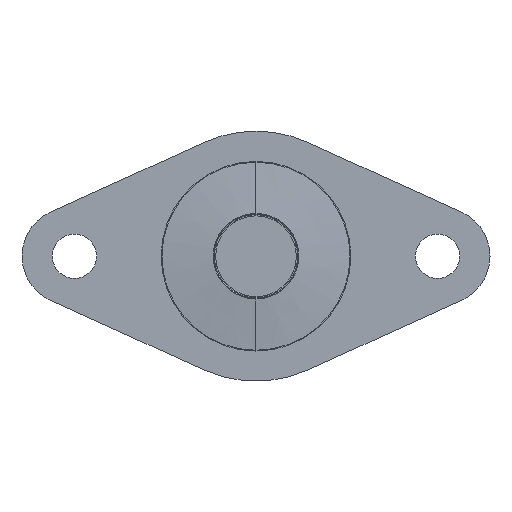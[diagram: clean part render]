
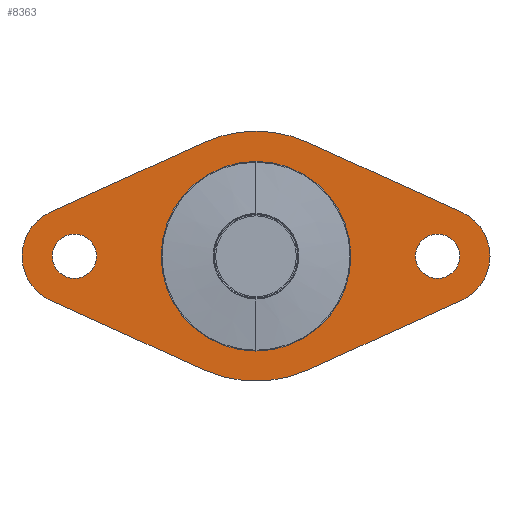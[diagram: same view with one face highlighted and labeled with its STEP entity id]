
A CAD part, front view. The second image highlights one B-rep face of the part: STEP entity #8363.
In plain terms, the highlighted planar face has unit normal (0, -1, 0).
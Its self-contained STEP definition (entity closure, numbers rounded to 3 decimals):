
#43 = DIRECTION ( 'NONE',  ( 0., 1., 0. ) ) ;
#48 = VERTEX_POINT ( 'NONE', #8455 ) ;
#103 = EDGE_CURVE ( 'NONE', #2773, #12652, #3294, .T. ) ;
#119 = EDGE_LOOP ( 'NONE', ( #941, #11434 ) ) ;
#208 = ORIENTED_EDGE ( 'NONE', *, *, #6526, .F. ) ;
#221 = DIRECTION ( 'NONE',  ( 0., 1., 0. ) ) ;
#434 = CARTESIAN_POINT ( 'NONE',  ( 45., -20., 0. ) ) ;
#516 = VERTEX_POINT ( 'NONE', #4295 ) ;
#583 = CARTESIAN_POINT ( 'NONE',  ( -50.957, -20., -10.929 ) ) ;
#696 = AXIS2_PLACEMENT_3D ( 'NONE', #434, #9754, #8738 ) ;
#941 = ORIENTED_EDGE ( 'NONE', *, *, #5486, .T. ) ;
#983 = DIRECTION ( 'NONE',  ( 0., 0., 1. ) ) ;
#1007 = ORIENTED_EDGE ( 'NONE', *, *, #3879, .T. ) ;
#1084 = AXIS2_PLACEMENT_3D ( 'NONE', #3236, #43, #983 ) ;
#1093 = DIRECTION ( 'NONE',  ( 0., 1., 0. ) ) ;
#1419 = CARTESIAN_POINT ( 'NONE',  ( -45., -20., -5.5 ) ) ;
#1448 = DIRECTION ( 'NONE',  ( 0., 0., 1. ) ) ;
#1548 = CARTESIAN_POINT ( 'NONE',  ( -12.804, -20., -28.232 ) ) ;
#1727 = CARTESIAN_POINT ( 'NONE',  ( 50.957, -20., 10.929 ) ) ;
#1762 = CARTESIAN_POINT ( 'NONE',  ( 0., -20., 0. ) ) ;
#1789 = ORIENTED_EDGE ( 'NONE', *, *, #7795, .F. ) ;
#1898 = LINE ( 'NONE', #5762, #10634 ) ;
#2095 = VECTOR ( 'NONE', #2867, 1000. ) ;
#2210 = CIRCLE ( 'NONE', #5019, 31. ) ;
#2310 = FACE_OUTER_BOUND ( 'NONE', #6186, .T. ) ;
#2311 = AXIS2_PLACEMENT_3D ( 'NONE', #8201, #12380, #3310 ) ;
#2636 = DIRECTION ( 'NONE',  ( 0.911, 0., 0.413 ) ) ;
#2722 = CARTESIAN_POINT ( 'NONE',  ( 45., -20., -5.5 ) ) ;
#2738 = EDGE_CURVE ( 'NONE', #7536, #3647, #5696, .T. ) ;
#2773 = VERTEX_POINT ( 'NONE', #9629 ) ;
#2777 = VECTOR ( 'NONE', #11938, 1000. ) ;
#2867 = DIRECTION ( 'NONE',  ( -0.911, 0., -0.413 ) ) ;
#2943 = ORIENTED_EDGE ( 'NONE', *, *, #6954, .F. ) ;
#3103 = VERTEX_POINT ( 'NONE', #1419 ) ;
#3236 = CARTESIAN_POINT ( 'NONE',  ( 0., -20., 0. ) ) ;
#3294 = CIRCLE ( 'NONE', #13005, 31. ) ;
#3310 = DIRECTION ( 'NONE',  ( 0., 0., 1. ) ) ;
#3445 = DIRECTION ( 'NONE',  ( 0., 0., 1. ) ) ;
#3647 = VERTEX_POINT ( 'NONE', #7587 ) ;
#3837 = AXIS2_PLACEMENT_3D ( 'NONE', #4455, #12709, #3445 ) ;
#3879 = EDGE_CURVE ( 'NONE', #4415, #48, #10814, .T. ) ;
#3892 = DIRECTION ( 'NONE',  ( 0., 0., 1. ) ) ;
#3912 = DIRECTION ( 'NONE',  ( 0., 0., 1. ) ) ;
#3980 = DIRECTION ( 'NONE',  ( 0., 1., 0. ) ) ;
#4067 = EDGE_CURVE ( 'NONE', #3103, #8573, #11487, .T. ) ;
#4295 = CARTESIAN_POINT ( 'NONE',  ( 12.804, -20., -28.232 ) ) ;
#4301 = DIRECTION ( 'NONE',  ( 0., 0., 1. ) ) ;
#4343 = AXIS2_PLACEMENT_3D ( 'NONE', #13167, #3980, #3912 ) ;
#4415 = VERTEX_POINT ( 'NONE', #6465 ) ;
#4455 = CARTESIAN_POINT ( 'NONE',  ( -46., -20., 0. ) ) ;
#4745 = DIRECTION ( 'NONE',  ( 0., 0., 1. ) ) ;
#4748 = AXIS2_PLACEMENT_3D ( 'NONE', #10787, #11889, #4745 ) ;
#4766 = ORIENTED_EDGE ( 'NONE', *, *, #11410, .F. ) ;
#5019 = AXIS2_PLACEMENT_3D ( 'NONE', #5375, #9450, #1448 ) ;
#5375 = CARTESIAN_POINT ( 'NONE',  ( 0., -20., 0. ) ) ;
#5486 = EDGE_CURVE ( 'NONE', #11213, #6765, #5870, .T. ) ;
#5559 = EDGE_CURVE ( 'NONE', #8573, #3103, #8677, .T. ) ;
#5574 = EDGE_CURVE ( 'NONE', #12652, #5807, #1898, .T. ) ;
#5696 = LINE ( 'NONE', #11815, #8235 ) ;
#5762 = CARTESIAN_POINT ( 'NONE',  ( 50.957, -20., 10.929 ) ) ;
#5807 = VERTEX_POINT ( 'NONE', #1727 ) ;
#5870 = CIRCLE ( 'NONE', #696, 5.5 ) ;
#5882 = DIRECTION ( 'NONE',  ( 0., 1., 0. ) ) ;
#5902 = AXIS2_PLACEMENT_3D ( 'NONE', #13094, #9080, #12232 ) ;
#5979 = VERTEX_POINT ( 'NONE', #583 ) ;
#5997 = CIRCLE ( 'NONE', #2311, 12. ) ;
#6078 = DIRECTION ( 'NONE',  ( 0., 1., 0. ) ) ;
#6186 = EDGE_LOOP ( 'NONE', ( #4766, #12513, #1789, #6353, #10271, #208, #2943, #10487, #9706 ) ) ;
#6276 = DIRECTION ( 'NONE',  ( 0., 0., 1. ) ) ;
#6305 = ORIENTED_EDGE ( 'NONE', *, *, #5559, .T. ) ;
#6321 = AXIS2_PLACEMENT_3D ( 'NONE', #1762, #6078, #10221 ) ;
#6353 = ORIENTED_EDGE ( 'NONE', *, *, #7971, .F. ) ;
#6390 = VERTEX_POINT ( 'NONE', #12877 ) ;
#6465 = CARTESIAN_POINT ( 'NONE',  ( 0., -20., -23.5 ) ) ;
#6526 = EDGE_CURVE ( 'NONE', #6390, #516, #13198, .T. ) ;
#6765 = VERTEX_POINT ( 'NONE', #2722 ) ;
#6896 = CARTESIAN_POINT ( 'NONE',  ( 45., -20., 5.5 ) ) ;
#6954 = EDGE_CURVE ( 'NONE', #5807, #6390, #5997, .T. ) ;
#7442 = FACE_BOUND ( 'NONE', #119, .T. ) ;
#7524 = CARTESIAN_POINT ( 'NONE',  ( -12.804, -20., -28.232 ) ) ;
#7536 = VERTEX_POINT ( 'NONE', #10802 ) ;
#7564 = CARTESIAN_POINT ( 'NONE',  ( -45., -20., 5.5 ) ) ;
#7587 = CARTESIAN_POINT ( 'NONE',  ( -12.804, -20., 28.232 ) ) ;
#7622 = CIRCLE ( 'NONE', #5902, 5.5 ) ;
#7760 = EDGE_LOOP ( 'NONE', ( #8284, #1007 ) ) ;
#7795 = EDGE_CURVE ( 'NONE', #5979, #7536, #8620, .T. ) ;
#7971 = EDGE_CURVE ( 'NONE', #11500, #5979, #8931, .T. ) ;
#8201 = CARTESIAN_POINT ( 'NONE',  ( 46., -20., 0. ) ) ;
#8235 = VECTOR ( 'NONE', #2636, 1000. ) ;
#8275 = CIRCLE ( 'NONE', #6321, 31. ) ;
#8284 = ORIENTED_EDGE ( 'NONE', *, *, #12034, .T. ) ;
#8363 = ADVANCED_FACE ( 'NONE', ( #12581, #7442, #11567, #2310 ), #9570, .F. ) ;
#8455 = CARTESIAN_POINT ( 'NONE',  ( 0., -20., 23.5 ) ) ;
#8504 = CIRCLE ( 'NONE', #10899, 23.5 ) ;
#8573 = VERTEX_POINT ( 'NONE', #7564 ) ;
#8620 = CIRCLE ( 'NONE', #3837, 12. ) ;
#8677 = CIRCLE ( 'NONE', #9337, 5.5 ) ;
#8738 = DIRECTION ( 'NONE',  ( 0., 0., 1. ) ) ;
#8931 = LINE ( 'NONE', #1548, #2777 ) ;
#9080 = DIRECTION ( 'NONE',  ( 0., 1., 0. ) ) ;
#9142 = CARTESIAN_POINT ( 'NONE',  ( -45., -20., 0. ) ) ;
#9337 = AXIS2_PLACEMENT_3D ( 'NONE', #9142, #5882, #3892 ) ;
#9450 = DIRECTION ( 'NONE',  ( 0., 1., 0. ) ) ;
#9477 = CARTESIAN_POINT ( 'NONE',  ( 0., -20., 0. ) ) ;
#9570 = PLANE ( 'NONE',  #4748 ) ;
#9629 = CARTESIAN_POINT ( 'NONE',  ( 0., -20., 31. ) ) ;
#9706 = ORIENTED_EDGE ( 'NONE', *, *, #103, .F. ) ;
#9754 = DIRECTION ( 'NONE',  ( 0., 1., 0. ) ) ;
#10026 = DIRECTION ( 'NONE',  ( 0.911, 0., -0.413 ) ) ;
#10200 = CARTESIAN_POINT ( 'NONE',  ( 12.804, -20., -28.232 ) ) ;
#10221 = DIRECTION ( 'NONE',  ( 0., 0., 1. ) ) ;
#10271 = ORIENTED_EDGE ( 'NONE', *, *, #12126, .F. ) ;
#10487 = ORIENTED_EDGE ( 'NONE', *, *, #5574, .F. ) ;
#10634 = VECTOR ( 'NONE', #10026, 1000. ) ;
#10787 = CARTESIAN_POINT ( 'NONE',  ( 0., -20., 0. ) ) ;
#10802 = CARTESIAN_POINT ( 'NONE',  ( -50.957, -20., 10.929 ) ) ;
#10814 = CIRCLE ( 'NONE', #1084, 23.5 ) ;
#10855 = CARTESIAN_POINT ( 'NONE',  ( 12.804, -20., 28.232 ) ) ;
#10899 = AXIS2_PLACEMENT_3D ( 'NONE', #9477, #221, #4301 ) ;
#11140 = EDGE_CURVE ( 'NONE', #6765, #11213, #7622, .T. ) ;
#11213 = VERTEX_POINT ( 'NONE', #6896 ) ;
#11410 = EDGE_CURVE ( 'NONE', #3647, #2773, #2210, .T. ) ;
#11434 = ORIENTED_EDGE ( 'NONE', *, *, #11140, .T. ) ;
#11487 = CIRCLE ( 'NONE', #4343, 5.5 ) ;
#11500 = VERTEX_POINT ( 'NONE', #7524 ) ;
#11567 = FACE_BOUND ( 'NONE', #12972, .T. ) ;
#11815 = CARTESIAN_POINT ( 'NONE',  ( -50.957, -20., 10.929 ) ) ;
#11889 = DIRECTION ( 'NONE',  ( 0., 1., 0. ) ) ;
#11938 = DIRECTION ( 'NONE',  ( -0.911, 0., 0.413 ) ) ;
#12034 = EDGE_CURVE ( 'NONE', #48, #4415, #8504, .T. ) ;
#12126 = EDGE_CURVE ( 'NONE', #516, #11500, #8275, .T. ) ;
#12232 = DIRECTION ( 'NONE',  ( 0., 0., 1. ) ) ;
#12367 = CARTESIAN_POINT ( 'NONE',  ( 0., -20., 0. ) ) ;
#12380 = DIRECTION ( 'NONE',  ( 0., 1., 0. ) ) ;
#12513 = ORIENTED_EDGE ( 'NONE', *, *, #2738, .F. ) ;
#12545 = ORIENTED_EDGE ( 'NONE', *, *, #4067, .T. ) ;
#12581 = FACE_BOUND ( 'NONE', #7760, .T. ) ;
#12652 = VERTEX_POINT ( 'NONE', #10855 ) ;
#12709 = DIRECTION ( 'NONE',  ( 0., 1., 0. ) ) ;
#12877 = CARTESIAN_POINT ( 'NONE',  ( 50.957, -20., -10.929 ) ) ;
#12972 = EDGE_LOOP ( 'NONE', ( #6305, #12545 ) ) ;
#13005 = AXIS2_PLACEMENT_3D ( 'NONE', #12367, #1093, #6276 ) ;
#13094 = CARTESIAN_POINT ( 'NONE',  ( 45., -20., 0. ) ) ;
#13167 = CARTESIAN_POINT ( 'NONE',  ( -45., -20., 0. ) ) ;
#13198 = LINE ( 'NONE', #10200, #2095 ) ;
